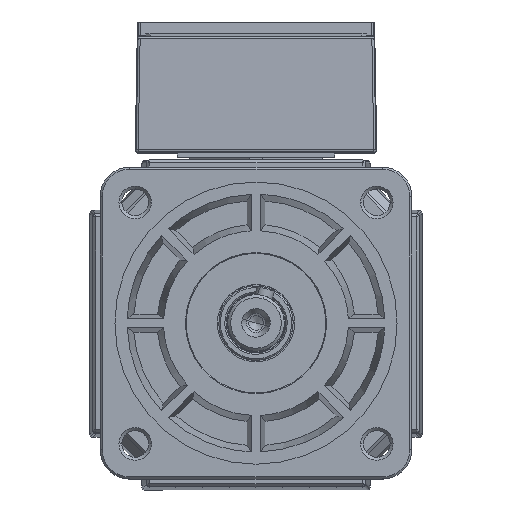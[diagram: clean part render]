
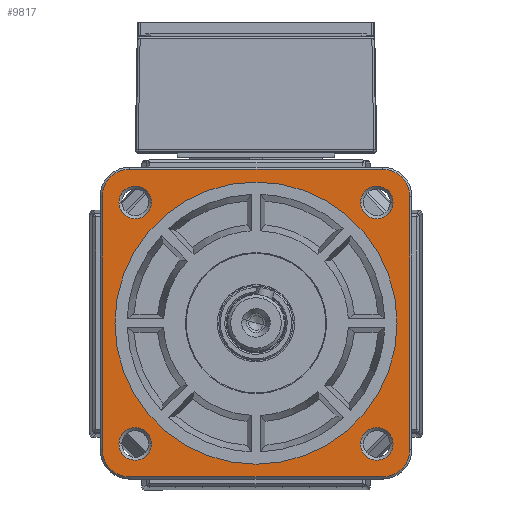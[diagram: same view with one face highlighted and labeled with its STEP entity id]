
A CAD part, top view. The second image highlights one B-rep face of the part: STEP entity #9817.
In plain terms, the highlighted planar face has unit normal (0, 0, 1).
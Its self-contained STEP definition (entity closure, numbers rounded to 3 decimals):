
#7352=CARTESIAN_POINT('',(-47.5,0.,105.5));
#7353=VERTEX_POINT('',#7352);
#7362=CARTESIAN_POINT('',(47.5,0.,105.5));
#7363=VERTEX_POINT('',#7362);
#7364=CARTESIAN_POINT('',(0.,0.,105.5));
#7365=DIRECTION('',(0.,0.,1.0));
#7366=DIRECTION('',(-1.0,0.,0.));
#7367=AXIS2_PLACEMENT_3D('',#7364,#7365,#7366);
#7368=CIRCLE('',#7367,47.5);
#7369=EDGE_CURVE('',#7353,#7363,#7368,.T.);
#7457=CARTESIAN_POINT('',(-46.159,40.659,105.5));
#7458=VERTEX_POINT('',#7457);
#7472=CARTESIAN_POINT('',(-35.159,40.659,105.5));
#7473=VERTEX_POINT('',#7472);
#7480=CARTESIAN_POINT('',(-40.659,40.659,105.5));
#7481=DIRECTION('',(0.,0.,1.0));
#7482=DIRECTION('',(-1.0,0.,0.));
#7483=AXIS2_PLACEMENT_3D('',#7480,#7481,#7482);
#7484=CIRCLE('',#7483,5.5);
#7485=EDGE_CURVE('',#7473,#7458,#7484,.T.);
#7558=CARTESIAN_POINT('',(35.159,40.659,105.5));
#7559=VERTEX_POINT('',#7558);
#7573=CARTESIAN_POINT('',(46.159,40.659,105.5));
#7574=VERTEX_POINT('',#7573);
#7581=CARTESIAN_POINT('',(40.659,40.659,105.5));
#7582=DIRECTION('',(0.,0.,1.0));
#7583=DIRECTION('',(-1.0,0.,0.));
#7584=AXIS2_PLACEMENT_3D('',#7581,#7582,#7583);
#7585=CIRCLE('',#7584,5.5);
#7586=EDGE_CURVE('',#7574,#7559,#7585,.T.);
#7659=CARTESIAN_POINT('',(35.159,-40.659,105.5));
#7660=VERTEX_POINT('',#7659);
#7674=CARTESIAN_POINT('',(46.159,-40.659,105.5));
#7675=VERTEX_POINT('',#7674);
#7682=CARTESIAN_POINT('',(40.659,-40.659,105.5));
#7683=DIRECTION('',(0.,0.,1.0));
#7684=DIRECTION('',(-1.0,0.,0.));
#7685=AXIS2_PLACEMENT_3D('',#7682,#7683,#7684);
#7686=CIRCLE('',#7685,5.5);
#7687=EDGE_CURVE('',#7675,#7660,#7686,.T.);
#7760=CARTESIAN_POINT('',(-46.159,-40.659,105.5));
#7761=VERTEX_POINT('',#7760);
#7775=CARTESIAN_POINT('',(-35.159,-40.659,105.5));
#7776=VERTEX_POINT('',#7775);
#7783=CARTESIAN_POINT('',(-40.659,-40.659,105.5));
#7784=DIRECTION('',(0.,0.,1.0));
#7785=DIRECTION('',(-1.0,0.,0.));
#7786=AXIS2_PLACEMENT_3D('',#7783,#7784,#7785);
#7787=CIRCLE('',#7786,5.5);
#7788=EDGE_CURVE('',#7776,#7761,#7787,.T.);
#9686=CARTESIAN_POINT('',(-40.659,-40.659,105.5));
#9687=DIRECTION('',(0.,0.,1.0));
#9688=DIRECTION('',(-1.0,0.,0.));
#9689=AXIS2_PLACEMENT_3D('',#9686,#9687,#9688);
#9690=CIRCLE('',#9689,5.5);
#9691=EDGE_CURVE('',#7761,#7776,#9690,.T.);
#9698=CARTESIAN_POINT('',(0.,0.,105.5));
#9699=DIRECTION('',(0.0,0.0,-1.0));
#9700=DIRECTION('',(-1.0,0.,0.0));
#9701=AXIS2_PLACEMENT_3D('',#9698,#9699,#9700);
#9702=PLANE('',#9701);
#9703=CARTESIAN_POINT('',(-42.5,51.8,105.5));
#9704=VERTEX_POINT('',#9703);
#9705=CARTESIAN_POINT('',(42.5,51.8,105.5));
#9706=VERTEX_POINT('',#9705);
#9707=CARTESIAN_POINT('',(-42.5,51.8,105.5));
#9708=DIRECTION('',(1.0,0.,0.));
#9709=VECTOR('',#9708,85.);
#9710=LINE('',#9707,#9709);
#9711=EDGE_CURVE('',#9704,#9706,#9710,.T.);
#9712=ORIENTED_EDGE('',*,*,#9711,.F.);
#9713=CARTESIAN_POINT('',(-51.8,42.5,105.5));
#9714=VERTEX_POINT('',#9713);
#9715=CARTESIAN_POINT('',(-42.5,42.5,105.5));
#9716=DIRECTION('',(0.,0.,-1.0));
#9717=DIRECTION('',(0.,1.0,0.));
#9718=AXIS2_PLACEMENT_3D('',#9715,#9716,#9717);
#9719=CIRCLE('',#9718,9.3);
#9720=EDGE_CURVE('',#9714,#9704,#9719,.T.);
#9721=ORIENTED_EDGE('',*,*,#9720,.F.);
#9722=CARTESIAN_POINT('',(-51.8,-42.5,105.5));
#9723=VERTEX_POINT('',#9722);
#9724=CARTESIAN_POINT('',(-51.8,-42.5,105.5));
#9725=DIRECTION('',(0.,1.0,0.0));
#9726=VECTOR('',#9725,85.);
#9727=LINE('',#9724,#9726);
#9728=EDGE_CURVE('',#9723,#9714,#9727,.T.);
#9729=ORIENTED_EDGE('',*,*,#9728,.F.);
#9730=CARTESIAN_POINT('',(-42.5,-51.8,105.5));
#9731=VERTEX_POINT('',#9730);
#9732=CARTESIAN_POINT('',(-42.5,-42.5,105.5));
#9733=DIRECTION('',(0.,0.,-1.0));
#9734=DIRECTION('',(-1.0,0.,0.));
#9735=AXIS2_PLACEMENT_3D('',#9732,#9733,#9734);
#9736=CIRCLE('',#9735,9.3);
#9737=EDGE_CURVE('',#9731,#9723,#9736,.T.);
#9738=ORIENTED_EDGE('',*,*,#9737,.F.);
#9739=CARTESIAN_POINT('',(42.5,-51.8,105.5));
#9740=VERTEX_POINT('',#9739);
#9741=CARTESIAN_POINT('',(42.5,-51.8,105.5));
#9742=DIRECTION('',(-1.0,0.,0.));
#9743=VECTOR('',#9742,85.);
#9744=LINE('',#9741,#9743);
#9745=EDGE_CURVE('',#9740,#9731,#9744,.T.);
#9746=ORIENTED_EDGE('',*,*,#9745,.F.);
#9747=CARTESIAN_POINT('',(51.8,-42.5,105.5));
#9748=VERTEX_POINT('',#9747);
#9749=CARTESIAN_POINT('',(42.5,-42.5,105.5));
#9750=DIRECTION('',(0.,0.,-1.0));
#9751=DIRECTION('',(0.,-1.0,0.));
#9752=AXIS2_PLACEMENT_3D('',#9749,#9750,#9751);
#9753=CIRCLE('',#9752,9.3);
#9754=EDGE_CURVE('',#9748,#9740,#9753,.T.);
#9755=ORIENTED_EDGE('',*,*,#9754,.F.);
#9756=CARTESIAN_POINT('',(51.8,42.5,105.5));
#9757=VERTEX_POINT('',#9756);
#9758=CARTESIAN_POINT('',(51.8,42.5,105.5));
#9759=DIRECTION('',(0.,-1.0,0.0));
#9760=VECTOR('',#9759,85.);
#9761=LINE('',#9758,#9760);
#9762=EDGE_CURVE('',#9757,#9748,#9761,.T.);
#9763=ORIENTED_EDGE('',*,*,#9762,.F.);
#9764=CARTESIAN_POINT('',(42.5,42.5,105.5));
#9765=DIRECTION('',(0.,0.,-1.0));
#9766=DIRECTION('',(1.0,0.,0.));
#9767=AXIS2_PLACEMENT_3D('',#9764,#9765,#9766);
#9768=CIRCLE('',#9767,9.3);
#9769=EDGE_CURVE('',#9706,#9757,#9768,.T.);
#9770=ORIENTED_EDGE('',*,*,#9769,.F.);
#9771=EDGE_LOOP('',(#9712,#9721,#9729,#9738,#9746,#9755,#9763,#9770));
#9772=FACE_OUTER_BOUND('',#9771,.T.);
#9773=ORIENTED_EDGE('',*,*,#7687,.F.);
#9774=CARTESIAN_POINT('',(40.659,-40.659,105.5));
#9775=DIRECTION('',(0.,0.,1.0));
#9776=DIRECTION('',(-1.0,0.,0.));
#9777=AXIS2_PLACEMENT_3D('',#9774,#9775,#9776);
#9778=CIRCLE('',#9777,5.5);
#9779=EDGE_CURVE('',#7660,#7675,#9778,.T.);
#9780=ORIENTED_EDGE('',*,*,#9779,.F.);
#9781=EDGE_LOOP('',(#9773,#9780));
#9782=FACE_BOUND('',#9781,.T.);
#9783=ORIENTED_EDGE('',*,*,#7485,.F.);
#9784=CARTESIAN_POINT('',(-40.659,40.659,105.5));
#9785=DIRECTION('',(0.,0.,1.0));
#9786=DIRECTION('',(-1.0,0.,0.));
#9787=AXIS2_PLACEMENT_3D('',#9784,#9785,#9786);
#9788=CIRCLE('',#9787,5.5);
#9789=EDGE_CURVE('',#7458,#7473,#9788,.T.);
#9790=ORIENTED_EDGE('',*,*,#9789,.F.);
#9791=EDGE_LOOP('',(#9783,#9790));
#9792=FACE_BOUND('',#9791,.T.);
#9793=CARTESIAN_POINT('',(0.,0.,105.5));
#9794=DIRECTION('',(0.,0.,1.0));
#9795=DIRECTION('',(-1.0,0.,0.));
#9796=AXIS2_PLACEMENT_3D('',#9793,#9794,#9795);
#9797=CIRCLE('',#9796,47.5);
#9798=EDGE_CURVE('',#7363,#7353,#9797,.T.);
#9799=ORIENTED_EDGE('',*,*,#9798,.F.);
#9800=ORIENTED_EDGE('',*,*,#7369,.F.);
#9801=EDGE_LOOP('',(#9799,#9800));
#9802=FACE_BOUND('',#9801,.T.);
#9803=ORIENTED_EDGE('',*,*,#7586,.F.);
#9804=CARTESIAN_POINT('',(40.659,40.659,105.5));
#9805=DIRECTION('',(0.,0.,1.0));
#9806=DIRECTION('',(-1.0,0.,0.));
#9807=AXIS2_PLACEMENT_3D('',#9804,#9805,#9806);
#9808=CIRCLE('',#9807,5.5);
#9809=EDGE_CURVE('',#7559,#7574,#9808,.T.);
#9810=ORIENTED_EDGE('',*,*,#9809,.F.);
#9811=EDGE_LOOP('',(#9803,#9810));
#9812=FACE_BOUND('',#9811,.T.);
#9813=ORIENTED_EDGE('',*,*,#7788,.F.);
#9814=ORIENTED_EDGE('',*,*,#9691,.F.);
#9815=EDGE_LOOP('',(#9813,#9814));
#9816=FACE_BOUND('',#9815,.T.);
#9817=ADVANCED_FACE('',(#9772,#9782,#9792,#9802,#9812,#9816),#9702,.F.);
